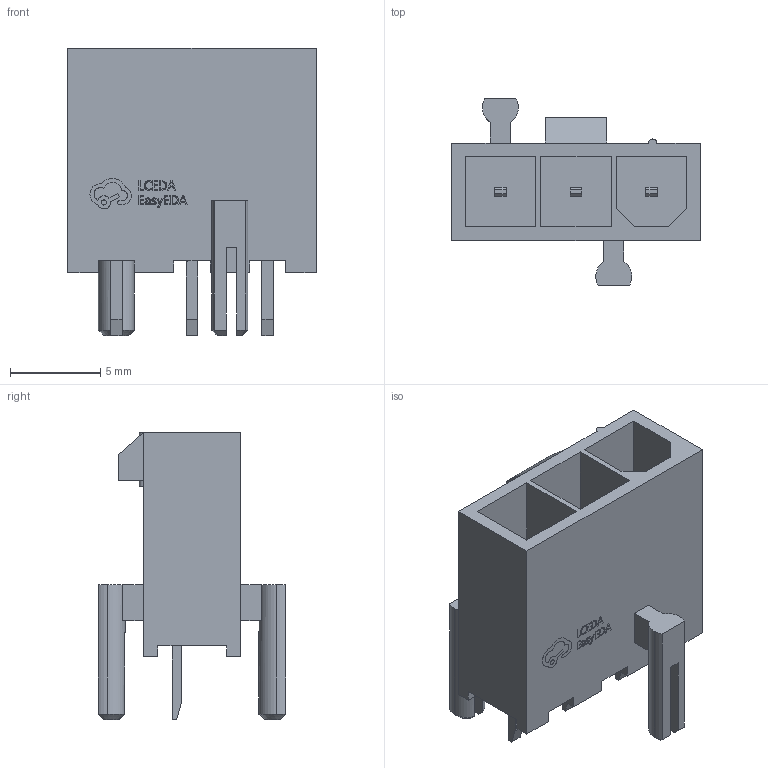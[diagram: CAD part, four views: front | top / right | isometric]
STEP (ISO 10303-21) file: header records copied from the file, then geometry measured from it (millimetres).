
FILE_DESCRIPTION (( 'STEP AP214' ), '1' );
FILE_NAME ('CONN-TH_39301039.step', '2022-08-03T17:05:03', ( '' ), ( '' ), 'SwSTEP 2.0', 'SolidWorks 2020', '' );
FILE_SCHEMA (( 'AUTOMOTIVE_DESIGN' ));
Length unit declared in the file: millimetre
Products named in the file (1): CONN-TH_39301039
Bounding box: 13.8 x 10.4 x 15.95 mm (x, y, z)
Volume: 584.5 mm3; surface area: 1196.7 mm2
Topology: 14 solids, 14 shells, 425 faces, 1138 edges, 756 vertices
Faces by surface type: plane 298, bspline 114, cylinder 7, cone 6
Entity records: 17713 total; most frequent: CARTESIAN_POINT 4718, ORIENTED_EDGE 2276, DIRECTION 1546, EDGE_CURVE 1138, LINE 866, VECTOR 866, VERTEX_POINT 756, EDGE_LOOP 454
